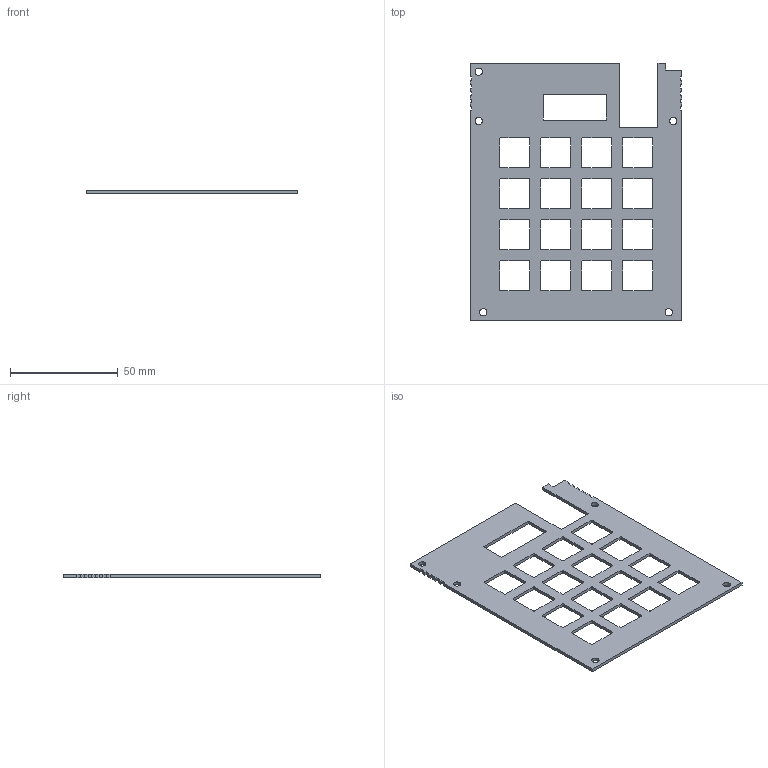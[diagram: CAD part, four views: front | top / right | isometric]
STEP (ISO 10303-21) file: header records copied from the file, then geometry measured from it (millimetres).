
FILE_DESCRIPTION(/* description */ (''),/* implementation_level */ '2;1');
FILE_NAME(/* name */ 'middle.step',/* time_stamp */ '2025-07-08T01:43:34-04:00',/* author */ (''),/* organization */ (''),/* preprocessor_version */ 'ST-DEVELOPER v20.1',/* originating_system */ 'Autodesk Translation Framework v14.10.0.0',/* authorisation */ '');
FILE_SCHEMA (('AUTOMOTIVE_DESIGN { 1 0 10303 214 3 1 1 }'));
Length unit declared in the file: millimetre
Products named in the file (1): GBCartPad
Bounding box: 98.48 x 119.8 x 1.5 mm (x, y, z)
Volume: 11530.1 mm3; surface area: 17671.9 mm2
Topology: 1 solids, 1 shells, 189 faces, 561 edges, 374 vertices
Faces by surface type: plane 120, cylinder 69
Full cylindrical faces by diameter (mm): 3.4 x5
Entity records: 6450 total; most frequent: CARTESIAN_POINT 1125, ORIENTED_EDGE 1122, DIRECTION 1079, EDGE_CURVE 561, LINE 423, VECTOR 423, VERTEX_POINT 374, AXIS2_PLACEMENT_3D 328
